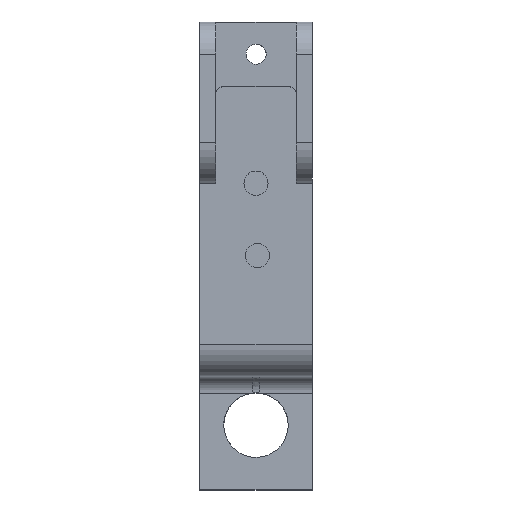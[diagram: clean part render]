
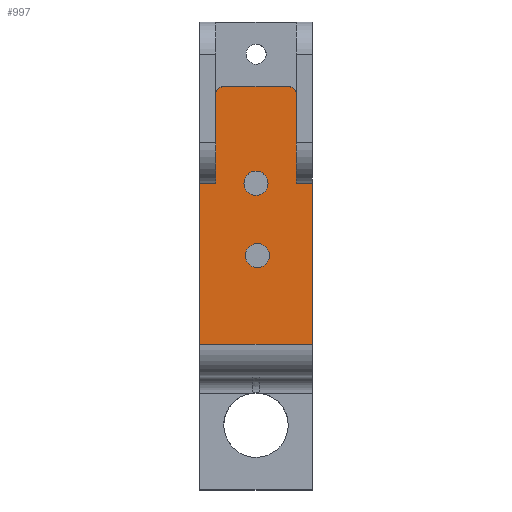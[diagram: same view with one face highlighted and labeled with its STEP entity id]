
A CAD part, top view. The second image highlights one B-rep face of the part: STEP entity #997.
In plain terms, the highlighted planar face has unit normal (0, 0, 1).
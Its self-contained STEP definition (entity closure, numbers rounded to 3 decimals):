
#186=CARTESIAN_POINT('',(11.,50.,41.));
#187=VERTEX_POINT('',#186);
#188=CARTESIAN_POINT('',(3.,50.,41.));
#189=VERTEX_POINT('',#188);
#190=CARTESIAN_POINT('',(11.,50.,41.));
#191=DIRECTION('',(-1.,0.,0.));
#192=VECTOR('',#191,8.);
#193=LINE('',#190,#192);
#194=EDGE_CURVE('',#187,#189,#193,.T.);
#428=CARTESIAN_POINT('',(2.,38.,41.));
#429=VERTEX_POINT('',#428);
#430=CARTESIAN_POINT('',(0.,38.,41.));
#431=VERTEX_POINT('',#430);
#432=CARTESIAN_POINT('',(2.,38.,41.));
#433=DIRECTION('',(-1.,0.,0.));
#434=VECTOR('',#433,2.);
#435=LINE('',#432,#434);
#436=EDGE_CURVE('',#429,#431,#435,.T.);
#460=CARTESIAN_POINT('',(12.,38.,41.));
#461=VERTEX_POINT('',#460);
#468=CARTESIAN_POINT('',(14.,38.,41.));
#469=VERTEX_POINT('',#468);
#470=CARTESIAN_POINT('',(14.,38.,41.));
#471=DIRECTION('',(-1.,0.,0.));
#472=VECTOR('',#471,2.);
#473=LINE('',#470,#472);
#474=EDGE_CURVE('',#469,#461,#473,.T.);
#913=CARTESIAN_POINT('',(14.,26.,41.));
#914=DIRECTION('',(0.,0.,1.));
#915=DIRECTION('',(1.,0.,0.));
#916=AXIS2_PLACEMENT_3D('',#913,#914,#915);
#917=PLANE('',#916);
#918=CARTESIAN_POINT('',(8.674,29.021,41.));
#919=VERTEX_POINT('',#918);
#920=CARTESIAN_POINT('',(7.174,29.021,41.));
#921=DIRECTION('',(0.,0.,1.));
#922=DIRECTION('',(1.,0.,-0.));
#923=AXIS2_PLACEMENT_3D('',#920,#921,#922);
#924=CIRCLE('',#923,1.5);
#925=EDGE_CURVE('',#919,#919,#924,.T.);
#926=ORIENTED_EDGE('',*,*,#925,.F.);
#927=EDGE_LOOP('',(#926));
#928=FACE_BOUND('',#927,.T.);
#929=CARTESIAN_POINT('',(8.5,38.,41.));
#930=VERTEX_POINT('',#929);
#931=CARTESIAN_POINT('',(7.,38.,41.));
#932=DIRECTION('',(0.,0.,1.));
#933=DIRECTION('',(1.,0.,-0.));
#934=AXIS2_PLACEMENT_3D('',#931,#932,#933);
#935=CIRCLE('',#934,1.5);
#936=EDGE_CURVE('',#930,#930,#935,.T.);
#937=ORIENTED_EDGE('',*,*,#936,.F.);
#938=EDGE_LOOP('',(#937));
#939=FACE_BOUND('',#938,.T.);
#940=CARTESIAN_POINT('',(12.,49.,41.));
#941=VERTEX_POINT('',#940);
#942=CARTESIAN_POINT('',(12.,49.,41.));
#943=DIRECTION('',(0.,-1.,0.));
#944=VECTOR('',#943,11.);
#945=LINE('',#942,#944);
#946=EDGE_CURVE('',#941,#461,#945,.T.);
#947=ORIENTED_EDGE('',*,*,#946,.F.);
#948=CARTESIAN_POINT('',(11.,49.,41.));
#949=DIRECTION('',(0.,0.,1.));
#950=DIRECTION('',(1.,0.,-0.));
#951=AXIS2_PLACEMENT_3D('',#948,#949,#950);
#952=CIRCLE('',#951,1.);
#953=EDGE_CURVE('',#941,#187,#952,.T.);
#954=ORIENTED_EDGE('',*,*,#953,.T.);
#955=ORIENTED_EDGE('',*,*,#194,.T.);
#956=CARTESIAN_POINT('',(2.,49.,41.));
#957=VERTEX_POINT('',#956);
#958=CARTESIAN_POINT('',(3.,49.,41.));
#959=DIRECTION('',(0.,0.,1.));
#960=DIRECTION('',(1.,0.,-0.));
#961=AXIS2_PLACEMENT_3D('',#958,#959,#960);
#962=CIRCLE('',#961,1.);
#963=EDGE_CURVE('',#189,#957,#962,.T.);
#964=ORIENTED_EDGE('',*,*,#963,.T.);
#965=CARTESIAN_POINT('',(2.,49.,41.));
#966=DIRECTION('',(0.,-1.,0.));
#967=VECTOR('',#966,11.);
#968=LINE('',#965,#967);
#969=EDGE_CURVE('',#957,#429,#968,.T.);
#970=ORIENTED_EDGE('',*,*,#969,.T.);
#971=ORIENTED_EDGE('',*,*,#436,.T.);
#972=CARTESIAN_POINT('',(0.,18.,41.));
#973=VERTEX_POINT('',#972);
#974=CARTESIAN_POINT('',(0.,18.,41.));
#975=DIRECTION('',(0.,1.,0.));
#976=VECTOR('',#975,20.);
#977=LINE('',#974,#976);
#978=EDGE_CURVE('',#973,#431,#977,.T.);
#979=ORIENTED_EDGE('',*,*,#978,.F.);
#980=CARTESIAN_POINT('',(14.,18.,41.));
#981=VERTEX_POINT('',#980);
#982=CARTESIAN_POINT('',(0.,18.,41.));
#983=DIRECTION('',(1.,-0.,-0.));
#984=VECTOR('',#983,14.);
#985=LINE('',#982,#984);
#986=EDGE_CURVE('',#973,#981,#985,.T.);
#987=ORIENTED_EDGE('',*,*,#986,.T.);
#988=CARTESIAN_POINT('',(14.,18.,41.));
#989=DIRECTION('',(0.,1.,0.));
#990=VECTOR('',#989,20.);
#991=LINE('',#988,#990);
#992=EDGE_CURVE('',#981,#469,#991,.T.);
#993=ORIENTED_EDGE('',*,*,#992,.T.);
#994=ORIENTED_EDGE('',*,*,#474,.T.);
#995=EDGE_LOOP('',(#947,#954,#955,#964,#970,#971,#979,#987,#993,#994));
#996=FACE_BOUND('',#995,.T.);
#997=ADVANCED_FACE('',(#928,#939,#996),#917,.T.);
